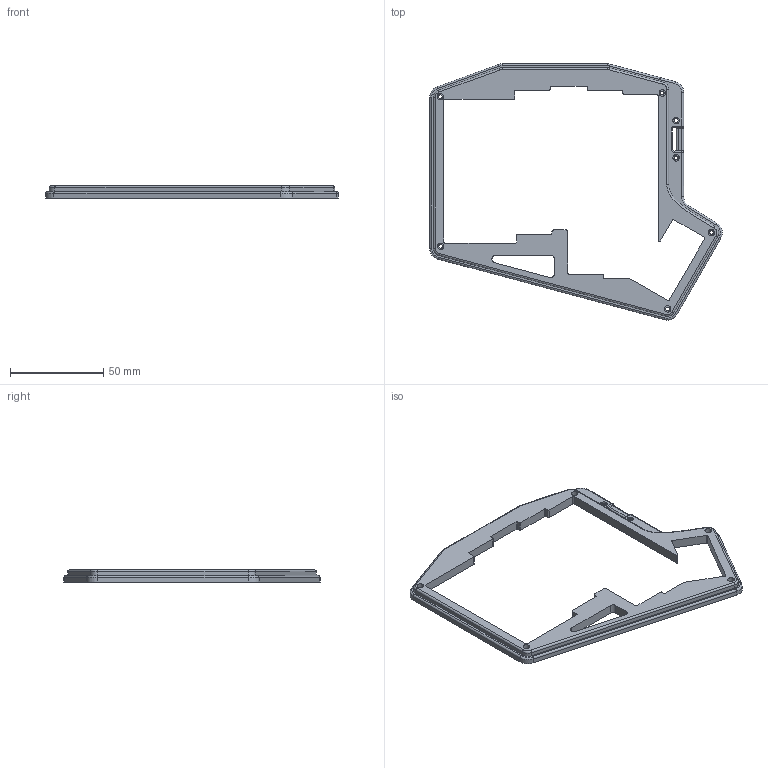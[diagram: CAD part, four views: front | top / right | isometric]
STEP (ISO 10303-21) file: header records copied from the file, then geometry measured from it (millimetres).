
FILE_DESCRIPTION(('HOOPS Exchange Step'),'2;1');
FILE_NAME('temp_export','2023-07-21T16:10:46+09:00',('kimsangyoun'),('Shapr3D Limited'),'HOOPS Exchange 2022.2','Shapr3D','Authorized');
FILE_SCHEMA( ('AUTOMOTIVE_DESIGN { 1 0 10303 214 1 1 1 1 }') );
Length unit declared in the file: millimetre
Products named in the file (1): root
Bounding box: 157.08 x 137.48 x 6.56 mm (x, y, z)
Volume: 26760.4 mm3; surface area: 18581.9 mm2
Topology: 1 solids, 1 shells, 395 faces, 1052 edges, 693 vertices
Faces by surface type: plane 216, cylinder 103, bspline 55, torus 21
Full cylindrical faces by diameter (mm): 2 x7, 3 x6, 3.5 x12
Entity records: 15563 total; most frequent: CARTESIAN_POINT 5784, ORIENTED_EDGE 2100, DIRECTION 1883, EDGE_CURVE 1050, VERTEX_POINT 693, VECTOR 683, LINE 683, AXIS2_PLACEMENT_3D 600
